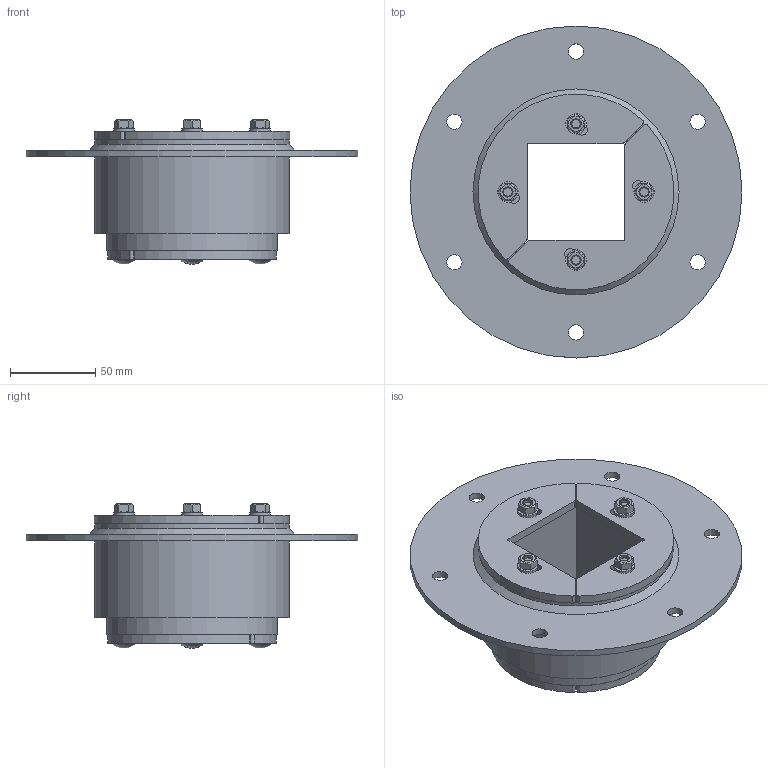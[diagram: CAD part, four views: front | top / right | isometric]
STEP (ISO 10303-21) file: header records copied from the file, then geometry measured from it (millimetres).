
FILE_DESCRIPTION((''),'2;1');
FILE_NAME('R100BEX.stp','2014-03-14T08:38:51',('se-milkar'),(''),'Autodesk Inventor 2013','Autodesk Inventor 2013','');
FILE_SCHEMA(('AUTOMOTIVE_DESIGN { 1 2 10303 214 0 1 1 1 }'));
Length unit declared in the file: millimetre
Products named in the file (9): R100BEX; SEAL_R100; RUBBER_R100EX; FRONT_FITTING_R100_EX; REAR_FITTING_R100_EX; Bolt GOST 7801-81 M6×80; ISO 4032 M6; ISO 7089 6 - 140 HV; SLFR100
Assembly tree (19 placements, depth 3):
  R100BEX
    SEAL_R100
      RUBBER_R100EX
      FRONT_FITTING_R100_EX  x2
      REAR_FITTING_R100_EX  x2
    Bolt GOST 7801-81 M6×80  x4
    ISO 4032 M6  x4
    ISO 7089 6 - 140 HV  x4
    SLFR100
Bounding box: 195 x 195 x 84.73 mm (x, y, z)
Volume: 536787.1 mm3; surface area: 169593 mm2
Topology: 18 solids, 18 shells, 222 faces, 530 edges, 350 vertices
Faces by surface type: plane 114, cylinder 83, cone 21, sphere 4
Full cylindrical faces by diameter (mm): 4.917 x4, 6 x8, 6.4 x4, 9 x6, 12 x4, 14 x4, 100 x1, 101 x1, 114 x2, 195 x1
Entity records: 3258 total; most frequent: DIRECTION 551, CARTESIAN_POINT 521, ORIENTED_EDGE 426, AXIS2_PLACEMENT_3D 223, EDGE_CURVE 213, EDGE_LOOP 164, VERTEX_POINT 157, VECTOR 105
